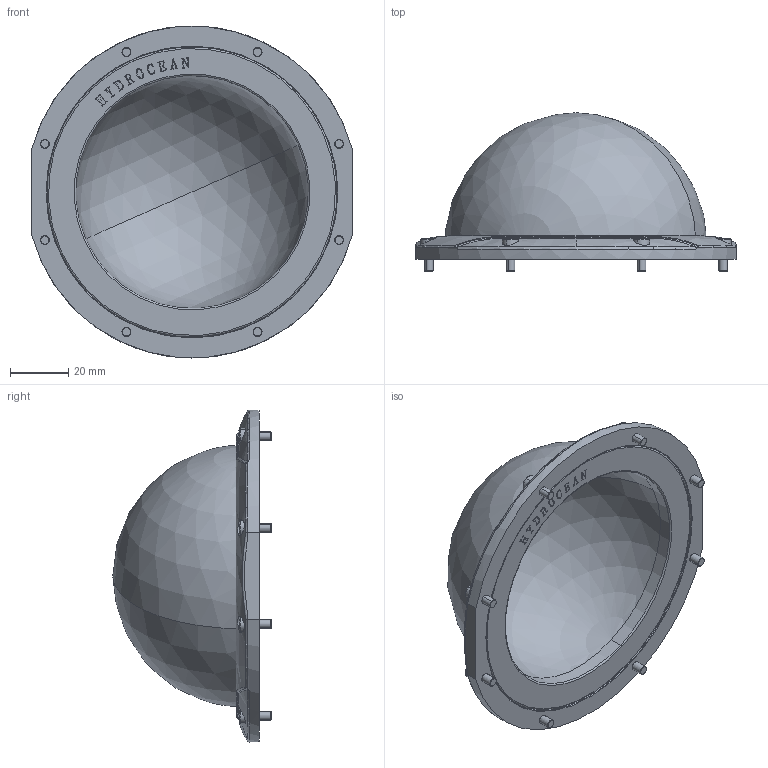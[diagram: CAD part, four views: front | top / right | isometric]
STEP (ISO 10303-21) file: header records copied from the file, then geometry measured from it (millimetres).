
FILE_DESCRIPTION (( 'STEP AP214' ), '1' );
FILE_NAME ('Hemispherical_Dome.STEP', '2026-01-31T07:41:10', ( '' ), ( '' ), 'SwSTEP 2.0', 'SolidWorks 2024', '' );
FILE_SCHEMA (( 'AUTOMOTIVE_DESIGN' ));
Length unit declared in the file: millimetre
Products named in the file (1): Hemispherical_Dome
Bounding box: 110 x 54.34 x 114 mm (x, y, z)
Volume: 88445.7 mm3; surface area: 42904.9 mm2
Topology: 10 solids, 10 shells, 524 faces, 1333 edges, 850 vertices
Faces by surface type: plane 291, bspline 83, cylinder 74, torus 38, cone 34, sphere 4
Entity records: 19326 total; most frequent: CARTESIAN_POINT 7613, ORIENTED_EDGE 2630, DIRECTION 2002, EDGE_CURVE 1315, VERTEX_POINT 850, AXIS2_PLACEMENT_3D 744, EDGE_LOOP 581, FACE_OUTER_BOUND 524
